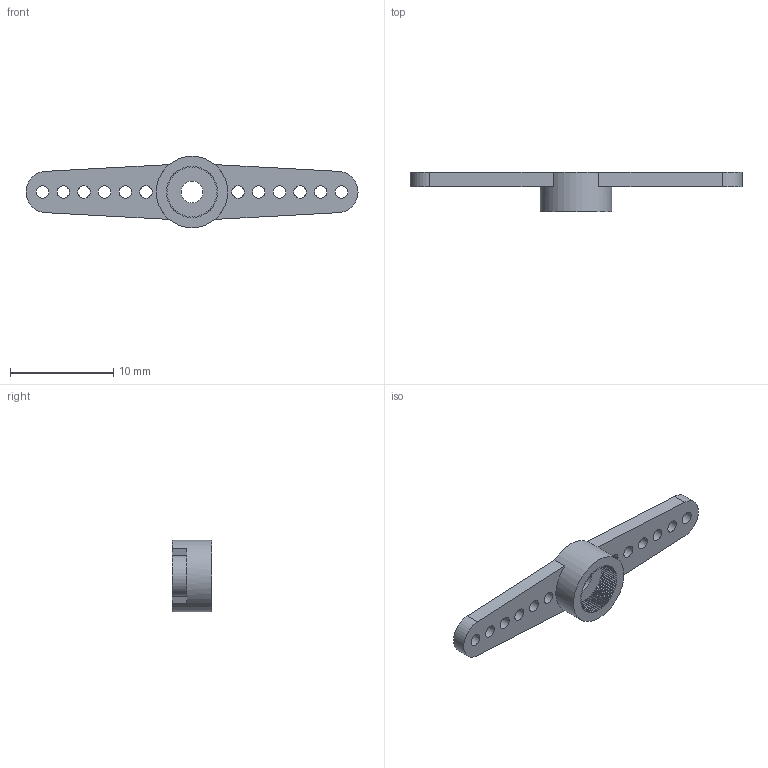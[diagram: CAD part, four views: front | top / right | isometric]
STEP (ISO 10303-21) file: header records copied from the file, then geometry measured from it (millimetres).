
FILE_DESCRIPTION(/* description */ (''),/* implementation_level */ '2;1');
FILE_NAME(/* name */ 'SG90 - Micro Servo 9g - Tower Pro - cord_holder_on_servo v1.step',/* time_stamp */ '2024-07-28T17:07:06+05:30',/* author */ (''),/* organization */ (''),/* preprocessor_version */ 'ST-DEVELOPER v20',/* originating_system */ 'Autodesk Translation Framework v13.14.0.145',/* authorisation */ '');
FILE_SCHEMA (('AUTOMOTIVE_DESIGN { 1 0 10303 214 3 1 1 }'));
Length unit declared in the file: millimetre
Products named in the file (1): SG90 - Micro Servo 9g - Tower Pro - cord_holder_on_servo
Bounding box: 32.1 x 3.8 x 6.9 mm (x, y, z)
Volume: 225.5 mm3; surface area: 541.3 mm2
Topology: 1 solids, 1 shells, 207 faces, 609 edges, 406 vertices
Faces by surface type: plane 130, cylinder 77
Full cylindrical faces by diameter (mm): 1.2 x12, 2.1 x1, 4.6 x1, 6.9 x1
Entity records: 6986 total; most frequent: CARTESIAN_POINT 1223, ORIENTED_EDGE 1218, DIRECTION 1183, EDGE_CURVE 609, LINE 451, VECTOR 451, VERTEX_POINT 406, AXIS2_PLACEMENT_3D 366
